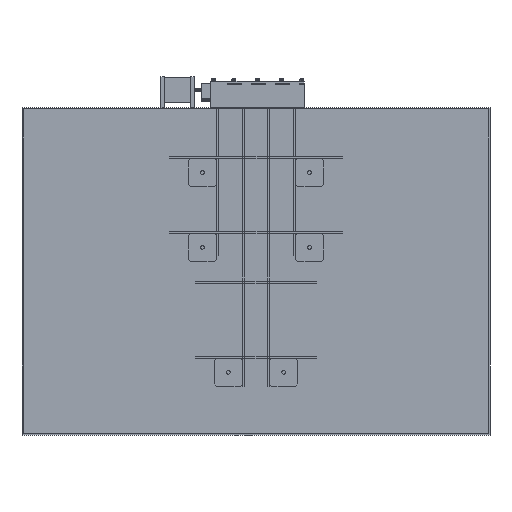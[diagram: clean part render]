
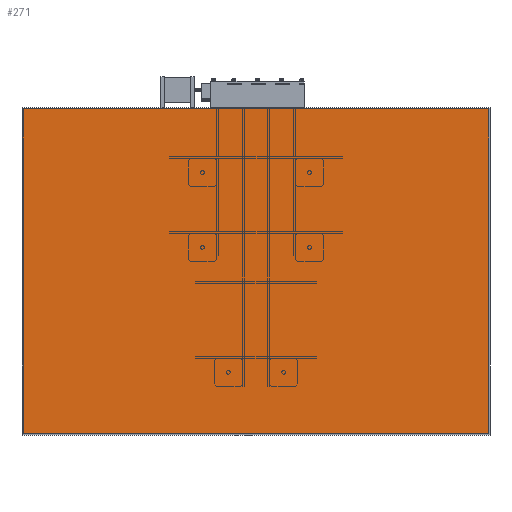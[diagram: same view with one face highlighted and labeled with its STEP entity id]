
A CAD part, front view. The second image highlights one B-rep face of the part: STEP entity #271.
In plain terms, the highlighted free-form (B-spline) face has degree [1, 1] with [2, 2] control points.
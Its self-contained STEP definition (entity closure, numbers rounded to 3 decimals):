
#189 = VERTEX_POINT('',#190);
#190 = CARTESIAN_POINT('',(187.949,1046.859,
    147.146));
#195 = EDGE_CURVE('',#189,#196,#198,.T.);
#196 = VERTEX_POINT('',#197);
#197 = CARTESIAN_POINT('',(187.949,1046.859,
    1073.736));
#198 = B_SPLINE_CURVE_WITH_KNOTS('',1,(#199,#200),.UNSPECIFIED.,.F.,.F.,
  (2,2),(0.,694.),.PIECEWISE_BEZIER_KNOTS.);
#199 = CARTESIAN_POINT('',(187.949,1046.859,
    147.146));
#200 = CARTESIAN_POINT('',(187.949,1046.859,
    1073.736));
#217 = EDGE_CURVE('',#196,#218,#220,.T.);
#218 = VERTEX_POINT('',#219);
#219 = CARTESIAN_POINT('',(1515.083,1046.859,
    1073.736));
#220 = B_SPLINE_CURVE_WITH_KNOTS('',1,(#221,#222),.UNSPECIFIED.,.F.,.F.,
  (2,2),(0.,994.),.PIECEWISE_BEZIER_KNOTS.);
#221 = CARTESIAN_POINT('',(187.949,1046.859,
    1073.736));
#222 = CARTESIAN_POINT('',(1515.083,1046.859,
    1073.736));
#239 = EDGE_CURVE('',#218,#240,#242,.T.);
#240 = VERTEX_POINT('',#241);
#241 = CARTESIAN_POINT('',(1515.083,1046.859,
    147.146));
#242 = B_SPLINE_CURVE_WITH_KNOTS('',1,(#243,#244),.UNSPECIFIED.,.F.,.F.,
  (2,2),(0.,694.),.PIECEWISE_BEZIER_KNOTS.);
#243 = CARTESIAN_POINT('',(1515.083,1046.859,
    1073.736));
#244 = CARTESIAN_POINT('',(1515.083,1046.859,
    147.146));
#261 = EDGE_CURVE('',#240,#189,#262,.T.);
#262 = B_SPLINE_CURVE_WITH_KNOTS('',1,(#263,#264),.UNSPECIFIED.,.F.,.F.,
  (2,2),(0.,994.),.PIECEWISE_BEZIER_KNOTS.);
#263 = CARTESIAN_POINT('',(1515.083,1046.859,
    147.146));
#264 = CARTESIAN_POINT('',(187.949,1046.859,
    147.146));
#271 = ADVANCED_FACE('',(#272),#278,.F.);
#272 = FACE_BOUND('',#273,.T.);
#273 = EDGE_LOOP('',(#274,#275,#276,#277));
#274 = ORIENTED_EDGE('',*,*,#195,.F.);
#275 = ORIENTED_EDGE('',*,*,#261,.F.);
#276 = ORIENTED_EDGE('',*,*,#239,.F.);
#277 = ORIENTED_EDGE('',*,*,#217,.F.);
#278 = B_SPLINE_SURFACE_WITH_KNOTS('',1,1,(
    (#279,#280)
    ,(#281,#282
    )),.UNSPECIFIED.,.F.,.F.,.F.,(2,2),(2,2),(-347.,347.),(-497.,497.),
  .PIECEWISE_BEZIER_KNOTS.);
#279 = CARTESIAN_POINT('',(187.949,1046.859,
    147.146));
#280 = CARTESIAN_POINT('',(1515.083,1046.859,
    147.146));
#281 = CARTESIAN_POINT('',(187.949,1046.859,
    1073.736));
#282 = CARTESIAN_POINT('',(1515.083,1046.859,
    1073.736));
